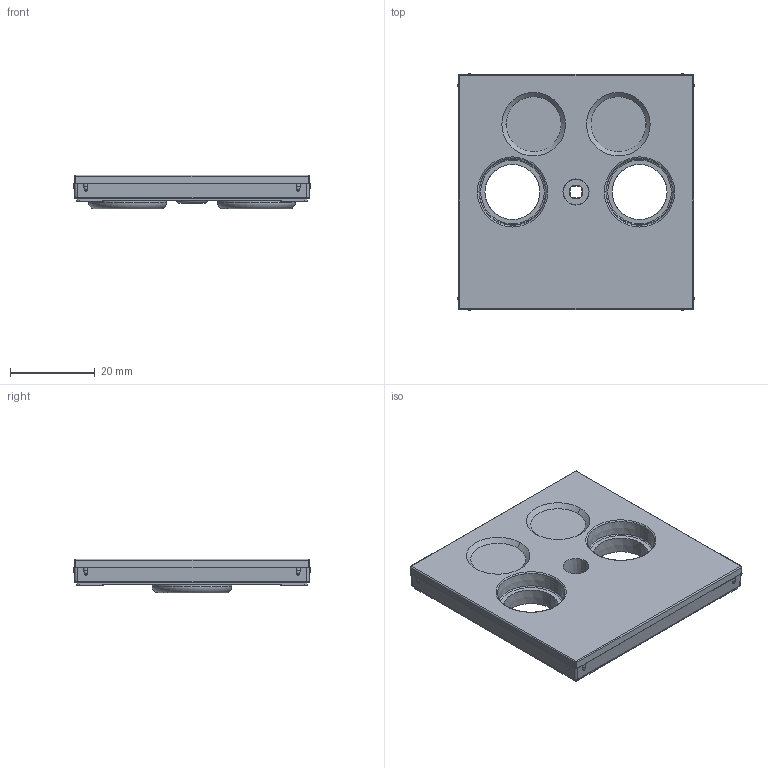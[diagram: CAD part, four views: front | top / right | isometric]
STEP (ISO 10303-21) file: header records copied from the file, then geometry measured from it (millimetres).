
FILE_DESCRIPTION((''),'2;1');
FILE_NAME('WAF1189_GEN_ASM','2025-03-19T08:30:10',('andolfs'),(''),'CREO PARAMETRIC BY PTC INC, 2023154','CREO PARAMETRIC BY PTC INC, 2023154','');
FILE_SCHEMA(('CONFIG_CONTROL_DESIGN','SHAPE_APPEARANCE_LAYERS_GROUPS'));
Length unit declared in the file: millimetre
Products named in the file (3): W4G0135_18; W1A2245_GEN; WAF1189_GEN_ASM
Assembly tree (2 placements, depth 2):
  WAF1189_GEN_ASM
    W4G0135_18
    W1A2245_GEN
Bounding box: 55.9 x 55.9 x 8 mm (x, y, z)
Volume: 8103 mm3; surface area: 9314.9 mm2
Topology: 5 solids, 5 shells, 604 faces, 1557 edges, 990 vertices
Faces by surface type: plane 302, extrusion 87, cylinder 87, bspline 48, torus 40, cone 24, sphere 16
Entity records: 29611 total; most frequent: CARTESIAN_POINT 8004, ORIENTED_EDGE 3114, DIRECTION 2540, PRESENTATION_STYLE_ASSIGNMENT 1776, STYLED_ITEM 1562, CURVE_STYLE 1557, EDGE_CURVE 1557, VECTOR 1004
